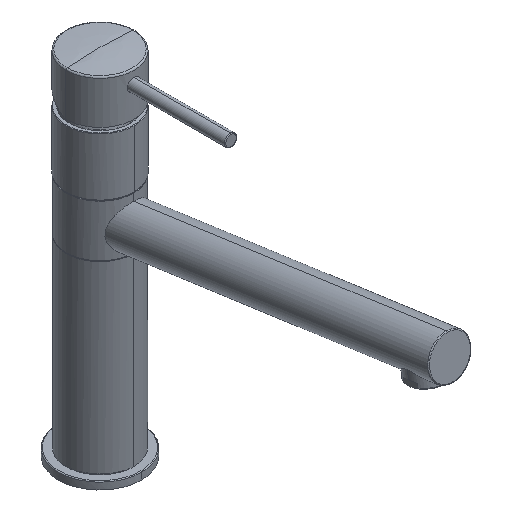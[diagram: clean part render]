
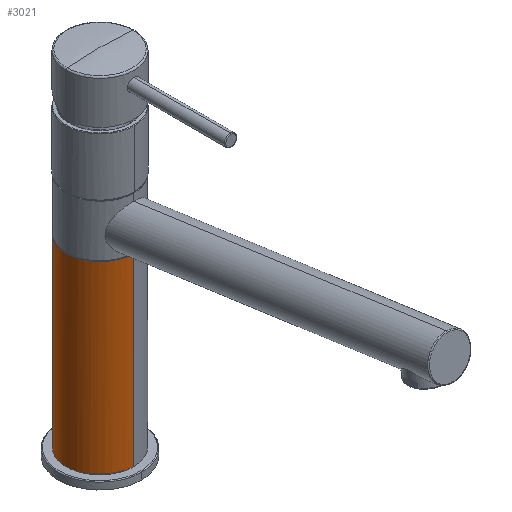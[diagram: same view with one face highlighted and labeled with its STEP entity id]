
A CAD part, isometric view. The second image highlights one B-rep face of the part: STEP entity #3021.
In plain terms, the highlighted cylindrical face has radius 22.25 mm (diameter 44.5 mm), a partial arc.
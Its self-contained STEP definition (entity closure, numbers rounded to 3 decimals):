
#3021=ADVANCED_FACE('',(#5632),#44715,.T.);
#5632=FACE_OUTER_BOUND('',#8867,.T.);
#8867=EDGE_LOOP('',(#21506,#21507,#21508,#21509));
#21506=ORIENTED_EDGE('',*,*,#29538,.T.);
#21507=ORIENTED_EDGE('',*,*,#29541,.T.);
#21508=ORIENTED_EDGE('',*,*,#29540,.T.);
#21509=ORIENTED_EDGE('',*,*,#29539,.T.);
#29538=EDGE_CURVE('',#41576,#41581,#37012,.T.);
#29539=EDGE_CURVE('',#41575,#41576,#32119,.T.);
#29540=EDGE_CURVE('',#41582,#41575,#37013,.T.);
#29541=EDGE_CURVE('',#41581,#41582,#32120,.T.);
#32119=(
BOUNDED_CURVE()
B_SPLINE_CURVE(2,(#88575,#88576,#88577,#88578,#88579),.UNSPECIFIED.,.F.,
 .F.)
B_SPLINE_CURVE_WITH_KNOTS((3,2,3),(-69.9,-34.95,
0.),.UNSPECIFIED.)
CURVE()
GEOMETRIC_REPRESENTATION_ITEM()
RATIONAL_B_SPLINE_CURVE((1.,0.707,1.,0.707,1.))
REPRESENTATION_ITEM('')
);
#32120=(
BOUNDED_CURVE()
B_SPLINE_CURVE(2,(#88582,#88583,#88584,#88585,#88586),.UNSPECIFIED.,.F.,
 .F.)
B_SPLINE_CURVE_WITH_KNOTS((3,2,3),(-69.9,-34.95,
0.),.UNSPECIFIED.)
CURVE()
GEOMETRIC_REPRESENTATION_ITEM()
RATIONAL_B_SPLINE_CURVE((1.,0.707,1.,0.707,1.))
REPRESENTATION_ITEM('')
);
#37012=B_SPLINE_CURVE_WITH_KNOTS('',1,(#88573,#88574),.UNSPECIFIED.,.F.,
 .F.,(2,2),(-122.,0.),.UNSPECIFIED.);
#37013=B_SPLINE_CURVE_WITH_KNOTS('',1,(#88580,#88581),.UNSPECIFIED.,.F.,
 .F.,(2,2),(-122.,0.),.UNSPECIFIED.);
#41575=VERTEX_POINT('',#88549);
#41576=VERTEX_POINT('',#88550);
#41581=VERTEX_POINT('',#88555);
#41582=VERTEX_POINT('',#88556);
#44715=CYLINDRICAL_SURFACE('',#46883,22.25);
#46883=AXIS2_PLACEMENT_3D('',#88469,#49211,$);
#49211=DIRECTION('',(0.,0.,-1.));
#88469=CARTESIAN_POINT('',(0.,0.,
66.));
#88549=CARTESIAN_POINT('',(0.,-22.25,127.));
#88550=CARTESIAN_POINT('',(0.,22.25,127.));
#88555=CARTESIAN_POINT('',(0.,22.25,5.));
#88556=CARTESIAN_POINT('',(0.,-22.25,5.));
#88573=CARTESIAN_POINT('',(0.,22.25,127.));
#88574=CARTESIAN_POINT('',(0.,22.25,5.));
#88575=CARTESIAN_POINT('',(0.,-22.25,127.));
#88576=CARTESIAN_POINT('',(-22.25,-22.25,127.));
#88577=CARTESIAN_POINT('',(-22.25,0.,127.));
#88578=CARTESIAN_POINT('',(-22.25,22.25,127.));
#88579=CARTESIAN_POINT('',(0.,22.25,127.));
#88580=CARTESIAN_POINT('',(0.,-22.25,5.));
#88581=CARTESIAN_POINT('',(0.,-22.25,127.));
#88582=CARTESIAN_POINT('',(0.,22.25,5.));
#88583=CARTESIAN_POINT('',(-22.25,22.25,5.));
#88584=CARTESIAN_POINT('',(-22.25,0.,5.));
#88585=CARTESIAN_POINT('',(-22.25,-22.25,5.));
#88586=CARTESIAN_POINT('',(0.,-22.25,5.));
